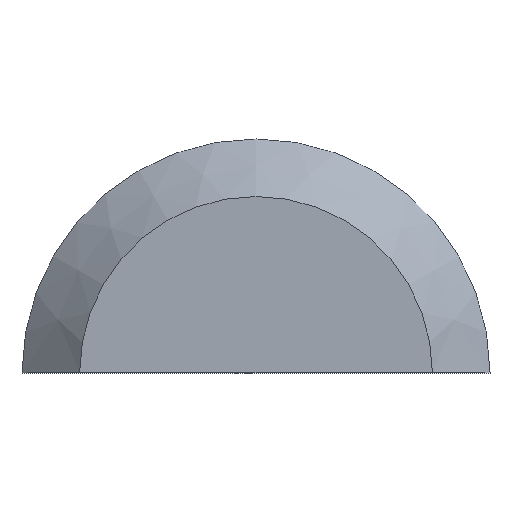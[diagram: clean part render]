
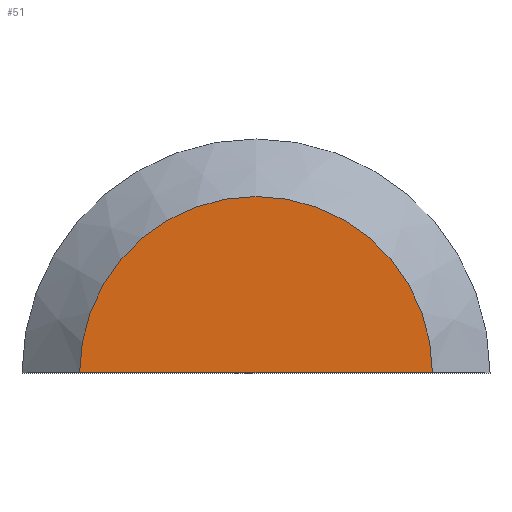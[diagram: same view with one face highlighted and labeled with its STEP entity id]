
A CAD part, top view. The second image highlights one B-rep face of the part: STEP entity #51.
In plain terms, the highlighted planar face has unit normal (0, 0, 1).
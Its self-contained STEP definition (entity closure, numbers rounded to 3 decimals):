
#27=CARTESIAN_POINT('',(7.575,62.5,-6.));
#28=DIRECTION('',(0.,0.,-1.));
#29=DIRECTION('',(-1.,0.,0.));
#30=AXIS2_PLACEMENT_3D('',#27,#28,#29);
#31=PLANE('',#30);
#32=CARTESIAN_POINT('',(7.65,62.5,-6.));
#33=VERTEX_POINT('',#32);
#34=CARTESIAN_POINT('',(-7.65,62.5,-6.));
#35=VERTEX_POINT('',#34);
#36=CARTESIAN_POINT('',(0.,62.5,-6.));
#37=DIRECTION('',(0.,0.,1.));
#38=DIRECTION('',(1.,0.,-0.));
#39=AXIS2_PLACEMENT_3D('',#36,#37,#38);
#40=CIRCLE('',#39,7.65);
#41=EDGE_CURVE('',#33,#35,#40,.T.);
#42=ORIENTED_EDGE('',*,*,#41,.T.);
#43=CARTESIAN_POINT('',(-7.65,62.5,-6.));
#44=DIRECTION('',(1.,0.,-0.));
#45=VECTOR('',#44,15.3);
#46=LINE('',#43,#45);
#47=EDGE_CURVE('',#35,#33,#46,.T.);
#48=ORIENTED_EDGE('',*,*,#47,.T.);
#49=EDGE_LOOP('',(#42,#48));
#50=FACE_BOUND('',#49,.T.);
#51=ADVANCED_FACE('',(#50),#31,.F.);
